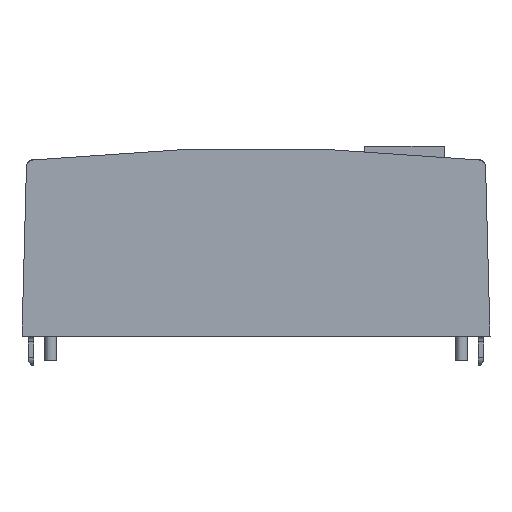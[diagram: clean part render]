
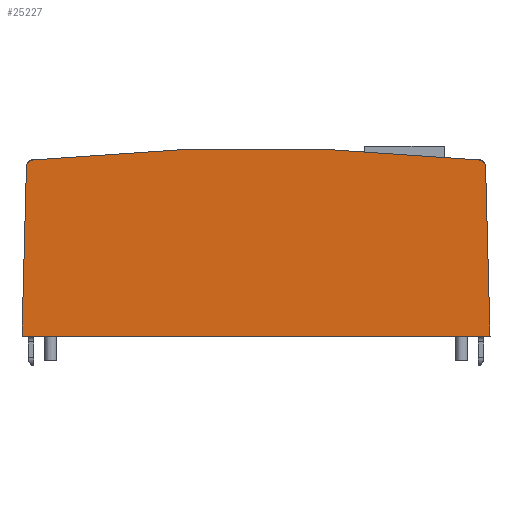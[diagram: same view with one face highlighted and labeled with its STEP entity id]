
A CAD part, left-side view. The second image highlights one B-rep face of the part: STEP entity #25227.
In plain terms, the highlighted face is planar.
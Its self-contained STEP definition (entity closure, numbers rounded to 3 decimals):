
#3408=LINE('',#43074,#5722);
#3411=LINE('',#43084,#5725);
#3412=LINE('',#43085,#5726);
#5722=VECTOR('',#31871,42.859);
#5725=VECTOR('',#31880,42.859);
#5726=VECTOR('',#31881,119.);
#7339=FACE_OUTER_BOUND('',#8754,.T.);
#8754=EDGE_LOOP('',(#21336,#21337,#21338,#21339,#21340,#21341));
#9375=CIRCLE('',#27127,2.);
#9376=CIRCLE('',#27130,550.);
#9377=CIRCLE('',#27131,2.);
#11410=VERTEX_POINT('',#43067);
#11411=VERTEX_POINT('',#43069);
#11412=VERTEX_POINT('',#43073);
#11414=VERTEX_POINT('',#43079);
#11415=VERTEX_POINT('',#43081);
#11416=VERTEX_POINT('',#43083);
#14791=EDGE_CURVE('',#11410,#11411,#9375,.T.);
#14793=EDGE_CURVE('',#11411,#11412,#3408,.T.);
#14796=EDGE_CURVE('',#11414,#11410,#9376,.T.);
#14797=EDGE_CURVE('',#11415,#11414,#9377,.T.);
#14798=EDGE_CURVE('',#11416,#11415,#3411,.T.);
#14799=EDGE_CURVE('',#11412,#11416,#3412,.T.);
#21336=ORIENTED_EDGE('',*,*,#14791,.F.);
#21337=ORIENTED_EDGE('',*,*,#14796,.F.);
#21338=ORIENTED_EDGE('',*,*,#14797,.F.);
#21339=ORIENTED_EDGE('',*,*,#14798,.F.);
#21340=ORIENTED_EDGE('',*,*,#14799,.F.);
#21341=ORIENTED_EDGE('',*,*,#14793,.F.);
#23157=PLANE('',#27129);
#25227=ADVANCED_FACE('',(#7339),#23157,.F.);
#27127=AXIS2_PLACEMENT_3D('',#43070,#31866,#31867);
#27129=AXIS2_PLACEMENT_3D('',#43078,#31874,#31875);
#27130=AXIS2_PLACEMENT_3D('',#43080,#31876,#31877);
#27131=AXIS2_PLACEMENT_3D('',#43082,#31878,#31879);
#31866=DIRECTION('center_axis',(0.,0.,1.));
#31867=DIRECTION('ref_axis',(0.679,0.734,0.));
#31871=DIRECTION('',(-1.,0.026,0.));
#31874=DIRECTION('center_axis',(0.,0.,1.));
#31875=DIRECTION('ref_axis',(1.,0.,0.));
#31876=DIRECTION('center_axis',(0.,0.,1.));
#31877=DIRECTION('ref_axis',(0.994,-0.106,0.));
#31878=DIRECTION('center_axis',(0.,0.,1.));
#31879=DIRECTION('ref_axis',(0.679,-0.734,0.));
#31880=DIRECTION('',(1.,0.026,0.));
#31881=DIRECTION('',(0.,-1.,0.));
#43067=CARTESIAN_POINT('',(22.483,56.585,0.));
#43069=CARTESIAN_POINT('',(20.546,58.378,0.));
#43070=CARTESIAN_POINT('Origin',(20.493,56.379,0.));
#43073=CARTESIAN_POINT('',(-22.299,59.5,0.));
#43074=CARTESIAN_POINT('',(22.299,58.332,0.));
#43078=CARTESIAN_POINT('Origin',(0.524,0.,
0.));
#43079=CARTESIAN_POINT('',(22.483,-56.585,0.));
#43080=CARTESIAN_POINT('Origin',(-524.599,0.,0.));
#43081=CARTESIAN_POINT('',(20.546,-58.378,0.));
#43082=CARTESIAN_POINT('Origin',(20.493,-56.379,0.));
#43083=CARTESIAN_POINT('',(-22.299,-59.5,0.));
#43084=CARTESIAN_POINT('',(-22.299,-59.5,0.));
#43085=CARTESIAN_POINT('',(-22.299,59.5,0.));
